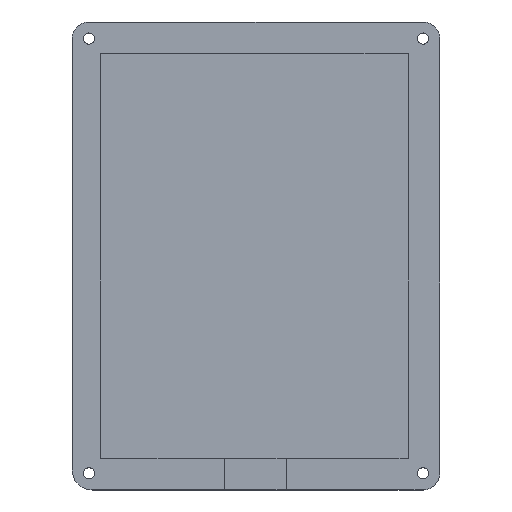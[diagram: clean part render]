
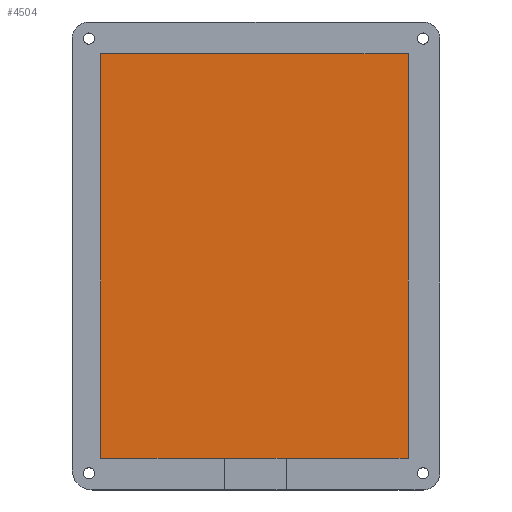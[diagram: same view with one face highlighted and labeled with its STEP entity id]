
A CAD part, top view. The second image highlights one B-rep face of the part: STEP entity #4504.
In plain terms, the highlighted planar face has unit normal (0, 0, 1).
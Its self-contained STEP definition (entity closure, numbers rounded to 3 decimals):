
#658=FACE_OUTER_BOUND('',#921,.T.);
#921=EDGE_LOOP('',(#4094,#4095,#4096,#4097));
#1328=LINE('',#8708,#1727);
#1329=LINE('',#8710,#1728);
#1330=LINE('',#8712,#1729);
#1331=LINE('',#8713,#1730);
#1727=VECTOR('',#5304,10.);
#1728=VECTOR('',#5305,10.);
#1729=VECTOR('',#5306,10.);
#1730=VECTOR('',#5307,10.);
#2173=VERTEX_POINT('',#8706);
#2174=VERTEX_POINT('',#8707);
#2175=VERTEX_POINT('',#8709);
#2176=VERTEX_POINT('',#8711);
#2824=EDGE_CURVE('',#2173,#2174,#1328,.T.);
#2825=EDGE_CURVE('',#2175,#2173,#1329,.T.);
#2826=EDGE_CURVE('',#2176,#2175,#1330,.T.);
#2827=EDGE_CURVE('',#2174,#2176,#1331,.T.);
#4094=ORIENTED_EDGE('',*,*,#2824,.F.);
#4095=ORIENTED_EDGE('',*,*,#2825,.F.);
#4096=ORIENTED_EDGE('',*,*,#2826,.F.);
#4097=ORIENTED_EDGE('',*,*,#2827,.F.);
#4271=PLANE('',#4655);
#4504=ADVANCED_FACE('',(#658),#4271,.T.);
#4655=AXIS2_PLACEMENT_3D('',#8705,#5302,#5303);
#5302=DIRECTION('center_axis',(0.,0.,1.));
#5303=DIRECTION('ref_axis',(1.,0.,0.));
#5304=DIRECTION('',(1.,0.,0.));
#5305=DIRECTION('',(0.,1.,0.));
#5306=DIRECTION('',(-1.,0.,0.));
#5307=DIRECTION('',(0.,-1.,0.));
#8705=CARTESIAN_POINT('Origin',(-46.144,60.725,3.));
#8706=CARTESIAN_POINT('',(-92.287,121.45,3.));
#8707=CARTESIAN_POINT('',(0.,121.45,3.));
#8708=CARTESIAN_POINT('',(-69.215,121.45,3.));
#8709=CARTESIAN_POINT('',(-92.287,0.,3.));
#8710=CARTESIAN_POINT('',(-92.287,30.363,3.));
#8711=CARTESIAN_POINT('',(0.,0.,3.));
#8712=CARTESIAN_POINT('',(-23.072,0.,3.));
#8713=CARTESIAN_POINT('',(0.,91.088,3.));
